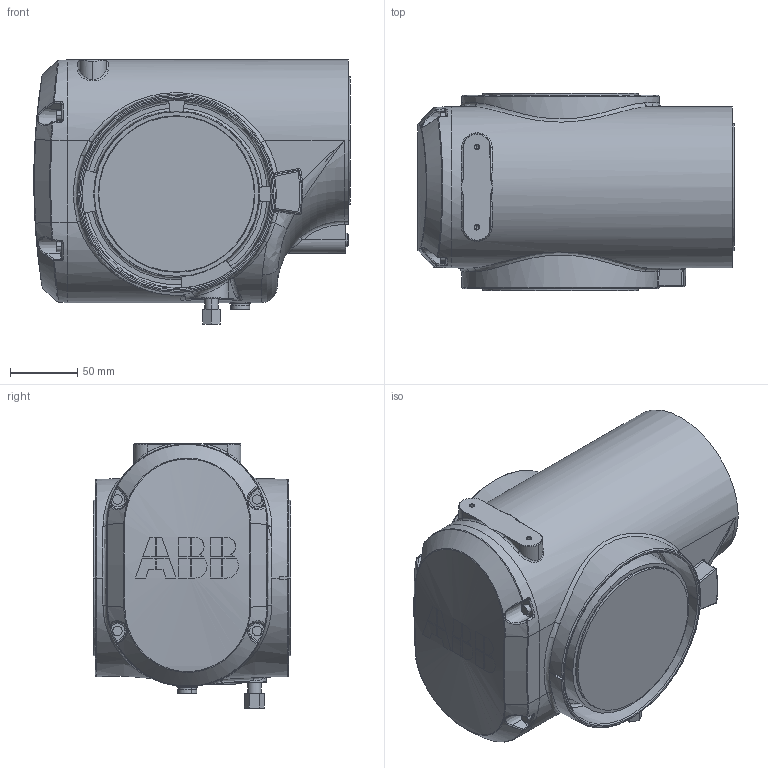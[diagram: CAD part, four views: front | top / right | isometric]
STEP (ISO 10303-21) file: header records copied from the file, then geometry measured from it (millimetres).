
FILE_DESCRIPTION (( 'STEP AP214' ), '1' );
FILE_NAME ('link3.STEP', '2021-08-06T01:45:43', ( '' ), ( '' ), 'SwSTEP 2.0', 'SolidWorks 2018', '' );
FILE_SCHEMA (( 'AUTOMOTIVE_DESIGN' ));
Length unit declared in the file: millimetre
Products named in the file (1): link3
Bounding box: 236.01 x 147 x 197 mm (x, y, z)
Volume: 4422567.3 mm3; surface area: 193155.8 mm2
Topology: 1 solids, 2 shells, 440 faces, 1056 edges, 638 vertices
Faces by surface type: plane 139, bspline 126, cylinder 76, torus 52, cone 31, sphere 16
Entity records: 25150 total; most frequent: CARTESIAN_POINT 15656, ORIENTED_EDGE 2086, DIRECTION 1771, EDGE_CURVE 1043, AXIS2_PLACEMENT_3D 723, VERTEX_POINT 638, EDGE_LOOP 471, ADVANCED_FACE 440
